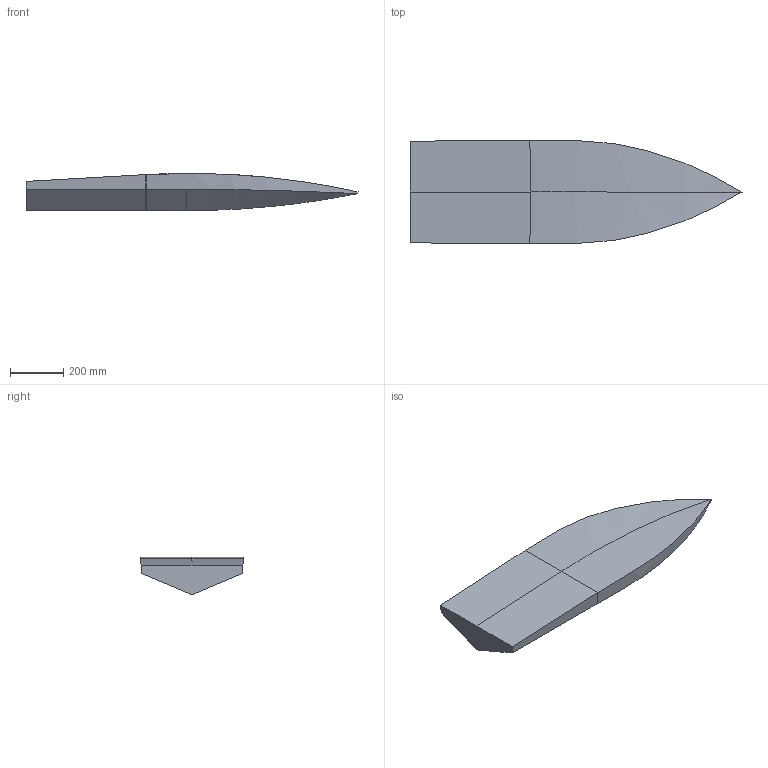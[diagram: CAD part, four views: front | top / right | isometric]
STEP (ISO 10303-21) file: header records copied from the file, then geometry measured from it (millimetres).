
FILE_DESCRIPTION(/* description */ (''),/* implementation_level */ '2;1');
FILE_NAME(/* name */ 'RC Boat.stp',/* time_stamp */ '2023-06-19T10:54:41-05:00',/* author */ ('dotwibo2'),/* organization */ (''),/* preprocessor_version */ 'ST-DEVELOPER v18.1',/* originating_system */ 'Autodesk Inventor 2022',/* authorisation */ '');
FILE_SCHEMA (('CONFIG_CONTROL_DESIGN'));
Length unit declared in the file: inch
Products named in the file (1): RC Boat
Bounding box: 1242.81 x 385.44 x 139.61 mm (x, y, z)
Volume: 32879052.3 mm3; surface area: 957478.5 mm2
Topology: 1 solids, 1 shells, 19 faces, 40 edges, 23 vertices
Faces by surface type: bspline 10, plane 7, cylinder 2
Entity records: 1513 total; most frequent: CARTESIAN_POINT 1112, ORIENTED_EDGE 80, DIRECTION 58, EDGE_CURVE 40, LINE 24, VECTOR 24, VERTEX_POINT 23, FACE_OUTER_BOUND 19
